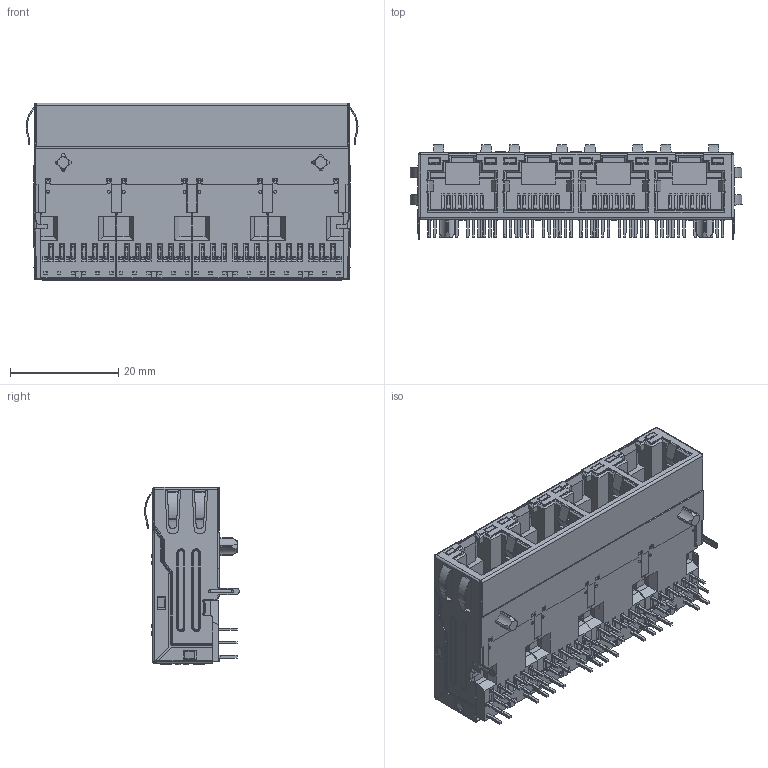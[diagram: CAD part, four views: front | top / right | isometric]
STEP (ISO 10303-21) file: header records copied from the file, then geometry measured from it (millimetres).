
FILE_DESCRIPTION((''),'2;1');
FILE_NAME('JDGU44700101','2023-07-02T20:22:01',('Admin'),(''),'CREO PARAMETRIC BY PTC INC, 2020053','CREO PARAMETRIC BY PTC INC, 2020053','');
FILE_SCHEMA(('CONFIG_CONTROL_DESIGN'));
Products named in the file (1): JDGU44700101
Bounding box: 61.24 x 17.5 x 32.7 mm (x, y, z)
Volume: 15708.8 mm3; surface area: 28051.3 mm2
Topology: 5 solids, 5 shells, 8003 faces, 24385 edges, 15830 vertices
Faces by surface type: plane 6575, cylinder 1126, bspline 131, torus 115, cone 46, sphere 10
Entity records: 277322 total; most frequent: CARTESIAN_POINT 56264, ORIENTED_EDGE 48766, DIRECTION 42460, EDGE_CURVE 24383, VECTOR 21070, LINE 21070, VERTEX_POINT 15830, AXIS2_PLACEMENT_3D 10695
